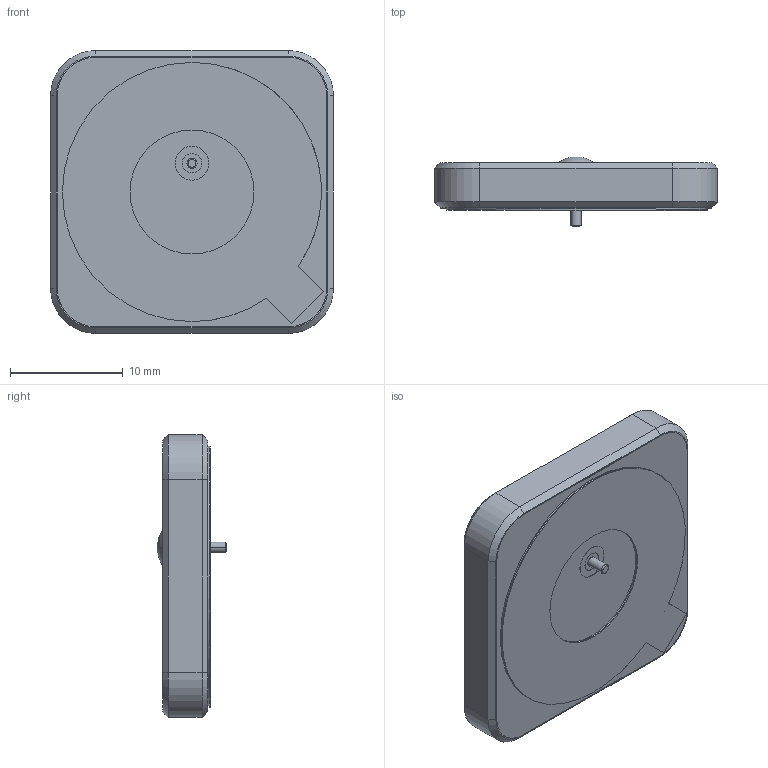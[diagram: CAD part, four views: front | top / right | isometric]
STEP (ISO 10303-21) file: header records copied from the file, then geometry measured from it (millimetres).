
FILE_DESCRIPTION (( 'STEP AP214' ), '1' );
FILE_NAME ('CGGP.25.4.E.02.STEP', '2019-05-03T03:17:45', ( '' ), ( '' ), 'SwSTEP 2.0', 'SolidWorks 2017', '' );
FILE_SCHEMA (( 'AUTOMOTIVE_DESIGN' ));
Length unit declared in the file: millimetre
Products named in the file (1): CGGP.25.4.E.02
Bounding box: 25.1 x 6.2 x 25.1 mm (x, y, z)
Surface area: 2557.9 mm2 (no closed solid volume)
Topology: 0 solids, 3 shells, 282 faces, 1429 edges, 1087 vertices
Faces by surface type: plane 200, bspline 43, cylinder 27, cone 10, torus 2
Entity records: 19254 total; most frequent: CARTESIAN_POINT 5776, ORIENTED_EDGE 2018, DIRECTION 1743, EDGE_CURVE 1427, VECTOR 1127, LINE 1127, VERTEX_POINT 1087, EDGE_LOOP 323
